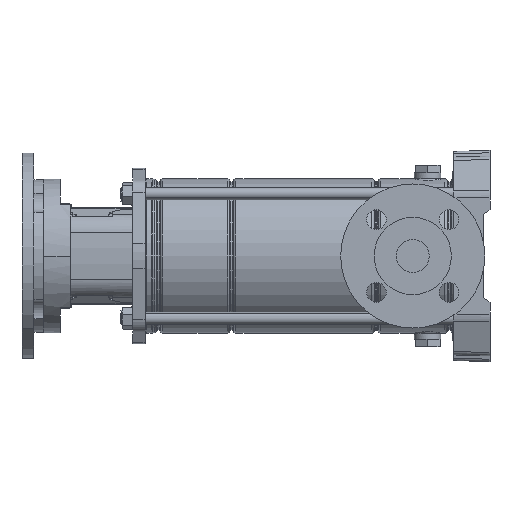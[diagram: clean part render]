
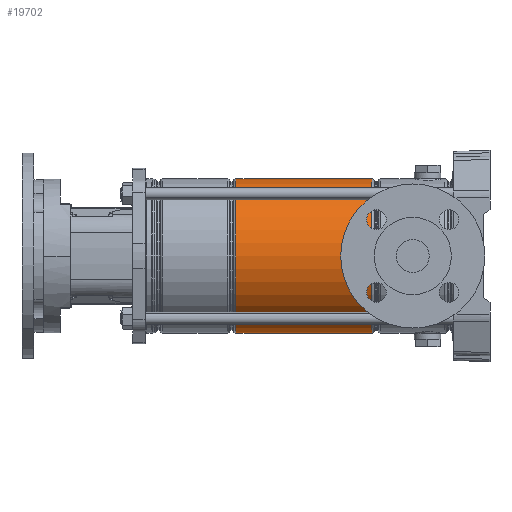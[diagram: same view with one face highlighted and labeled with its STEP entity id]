
A CAD part, left-side view. The second image highlights one B-rep face of the part: STEP entity #19702.
In plain terms, the highlighted cylindrical face has radius 74.9 mm (diameter 149.8 mm), a partial arc.
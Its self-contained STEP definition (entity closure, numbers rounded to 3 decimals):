
#41 = FACE_OUTER_BOUND ( 'NONE', #7407, .T. ) ;
#1005 = DIRECTION ( 'NONE',  ( 0., 0., 1. ) ) ;
#1284 = CARTESIAN_POINT ( 'NONE',  ( -74.9, 0., 0. ) ) ;
#1386 = CARTESIAN_POINT ( 'NONE',  ( -74.9, 0., 219.221 ) ) ;
#1992 = EDGE_CURVE ( 'NONE', #8418, #11909, #17716, .T. ) ;
#2472 = CARTESIAN_POINT ( 'NONE',  ( 0., 0., 0. ) ) ;
#3124 = VECTOR ( 'NONE', #15529, 1000. ) ;
#4069 = CARTESIAN_POINT ( 'NONE',  ( 74.9, 0., 87.279 ) ) ;
#5197 = AXIS2_PLACEMENT_3D ( 'NONE', #21126, #1005, #23998 ) ;
#7407 = EDGE_LOOP ( 'NONE', ( #13181, #10130, #9492, #26819 ) ) ;
#8171 = VECTOR ( 'NONE', #29584, 1000. ) ;
#8418 = VERTEX_POINT ( 'NONE', #1386 ) ;
#8672 = CARTESIAN_POINT ( 'NONE',  ( 74.9, 0., 0. ) ) ;
#9301 = DIRECTION ( 'NONE',  ( -1., 0., 0. ) ) ;
#9492 = ORIENTED_EDGE ( 'NONE', *, *, #19448, .T. ) ;
#10130 = ORIENTED_EDGE ( 'NONE', *, *, #20293, .T. ) ;
#10502 = CARTESIAN_POINT ( 'NONE',  ( 74.9, 0., 219.221 ) ) ;
#11909 = VERTEX_POINT ( 'NONE', #10502 ) ;
#12051 = DIRECTION ( 'NONE',  ( 0., 0., -1. ) ) ;
#12498 = VERTEX_POINT ( 'NONE', #4069 ) ;
#13181 = ORIENTED_EDGE ( 'NONE', *, *, #1992, .T. ) ;
#15529 = DIRECTION ( 'NONE',  ( 0., 0., -1. ) ) ;
#16123 = CARTESIAN_POINT ( 'NONE',  ( 0., 0., 219.221 ) ) ;
#17716 = CIRCLE ( 'NONE', #20585, 74.9 ) ;
#19448 = EDGE_CURVE ( 'NONE', #12498, #20235, #27369, .T. ) ;
#19702 = ADVANCED_FACE ( 'NONE', ( #41 ), #23178, .T. ) ;
#20235 = VERTEX_POINT ( 'NONE', #25684 ) ;
#20293 = EDGE_CURVE ( 'NONE', #11909, #12498, #22834, .T. ) ;
#20585 = AXIS2_PLACEMENT_3D ( 'NONE', #16123, #12051, #25309 ) ;
#21126 = CARTESIAN_POINT ( 'NONE',  ( 0., 0., 87.279 ) ) ;
#22115 = AXIS2_PLACEMENT_3D ( 'NONE', #2472, #22866, #9301 ) ;
#22834 = LINE ( 'NONE', #8672, #8171 ) ;
#22866 = DIRECTION ( 'NONE',  ( 0., 0., -1. ) ) ;
#23178 = CYLINDRICAL_SURFACE ( 'NONE', #22115, 74.9 ) ;
#23998 = DIRECTION ( 'NONE',  ( 1., 0., 0. ) ) ;
#25309 = DIRECTION ( 'NONE',  ( 1., 0., 0. ) ) ;
#25684 = CARTESIAN_POINT ( 'NONE',  ( -74.9, 0., 87.279 ) ) ;
#26819 = ORIENTED_EDGE ( 'NONE', *, *, #28718, .F. ) ;
#27369 = CIRCLE ( 'NONE', #5197, 74.9 ) ;
#28718 = EDGE_CURVE ( 'NONE', #8418, #20235, #28917, .T. ) ;
#28917 = LINE ( 'NONE', #1284, #3124 ) ;
#29584 = DIRECTION ( 'NONE',  ( 0., 0., -1. ) ) ;
